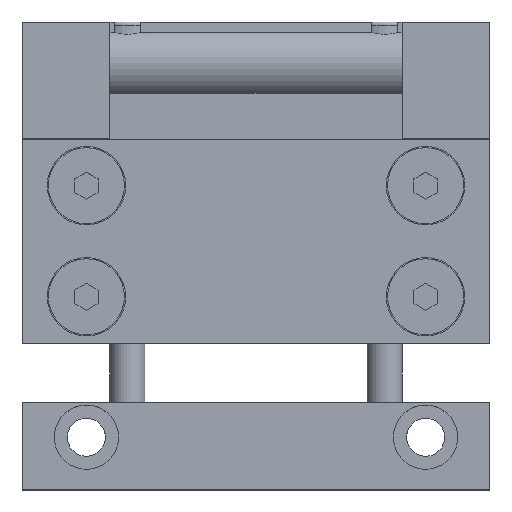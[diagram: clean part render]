
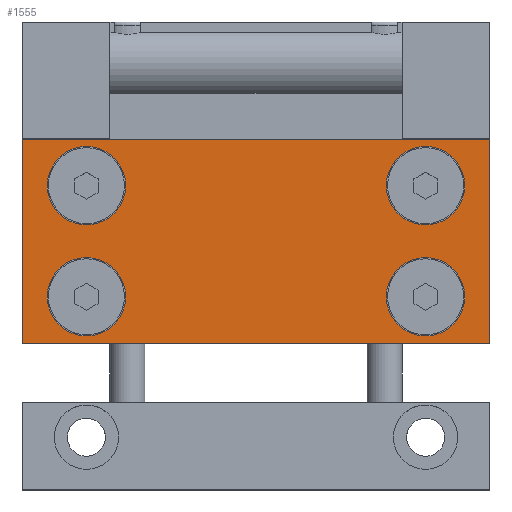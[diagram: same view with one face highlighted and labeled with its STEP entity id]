
A CAD part, top view. The second image highlights one B-rep face of the part: STEP entity #1555.
In plain terms, the highlighted planar face has unit normal (0, 0, 1).
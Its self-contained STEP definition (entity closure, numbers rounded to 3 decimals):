
#795=CARTESIAN_POINT('',(-22.3,52.014,18.874));
#796=VERTEX_POINT('',#795);
#797=CARTESIAN_POINT('',(-29.,52.014,18.874));
#798=DIRECTION('',(0.0,0.0,-1.0));
#799=DIRECTION('',(-1.0,0.0,0.0));
#800=AXIS2_PLACEMENT_3D('',#797,#798,#799);
#801=CIRCLE('',#800,6.7);
#802=EDGE_CURVE('',#796,#796,#801,.T.);
#835=CARTESIAN_POINT('',(35.7,52.014,18.874));
#836=VERTEX_POINT('',#835);
#837=CARTESIAN_POINT('',(29.,52.014,18.874));
#838=DIRECTION('',(0.0,0.0,-1.0));
#839=DIRECTION('',(-1.0,0.0,0.0));
#840=AXIS2_PLACEMENT_3D('',#837,#838,#839);
#841=CIRCLE('',#840,6.7);
#842=EDGE_CURVE('',#836,#836,#841,.T.);
#875=CARTESIAN_POINT('',(-22.3,33.014,18.874));
#876=VERTEX_POINT('',#875);
#877=CARTESIAN_POINT('',(-29.,33.014,18.874));
#878=DIRECTION('',(0.0,0.0,-1.0));
#879=DIRECTION('',(-1.0,0.0,0.0));
#880=AXIS2_PLACEMENT_3D('',#877,#878,#879);
#881=CIRCLE('',#880,6.7);
#882=EDGE_CURVE('',#876,#876,#881,.T.);
#1160=CARTESIAN_POINT('',(35.7,33.014,18.874));
#1161=VERTEX_POINT('',#1160);
#1162=CARTESIAN_POINT('',(29.,33.014,18.874));
#1163=DIRECTION('',(0.0,0.0,-1.0));
#1164=DIRECTION('',(-1.0,0.0,0.0));
#1165=AXIS2_PLACEMENT_3D('',#1162,#1163,#1164);
#1166=CIRCLE('',#1165,6.7);
#1167=EDGE_CURVE('',#1161,#1161,#1166,.T.);
#1487=CARTESIAN_POINT('',(-40.,59.99,18.874));
#1488=VERTEX_POINT('',#1487);
#1495=CARTESIAN_POINT('',(40.,59.99,18.874));
#1496=VERTEX_POINT('',#1495);
#1497=CARTESIAN_POINT('',(40.,59.99,18.874));
#1498=DIRECTION('',(-1.0,0.0,0.0));
#1499=VECTOR('',#1498,80.0);
#1500=LINE('',#1497,#1499);
#1501=EDGE_CURVE('',#1496,#1488,#1500,.T.);
#1513=CARTESIAN_POINT('',(40.,59.99,18.874));
#1514=DIRECTION('',(0.0,0.0,1.0));
#1515=DIRECTION('',(1.0,0.0,0.0));
#1516=AXIS2_PLACEMENT_3D('',#1513,#1514,#1515);
#1517=PLANE('',#1516);
#1518=CARTESIAN_POINT('',(-40.,25.014,18.874));
#1519=VERTEX_POINT('',#1518);
#1520=CARTESIAN_POINT('',(-40.,59.99,18.874));
#1521=DIRECTION('',(0.0,-1.0,0.0));
#1522=VECTOR('',#1521,34.976);
#1523=LINE('',#1520,#1522);
#1524=EDGE_CURVE('',#1488,#1519,#1523,.T.);
#1525=ORIENTED_EDGE('',*,*,#1524,.T.);
#1526=CARTESIAN_POINT('',(40.,25.014,18.874));
#1527=VERTEX_POINT('',#1526);
#1528=CARTESIAN_POINT('',(40.,25.014,18.874));
#1529=DIRECTION('',(-1.0,0.0,0.0));
#1530=VECTOR('',#1529,80.0);
#1531=LINE('',#1528,#1530);
#1532=EDGE_CURVE('',#1527,#1519,#1531,.T.);
#1533=ORIENTED_EDGE('',*,*,#1532,.F.);
#1534=CARTESIAN_POINT('',(40.,59.99,18.874));
#1535=DIRECTION('',(0.0,-1.0,0.0));
#1536=VECTOR('',#1535,34.976);
#1537=LINE('',#1534,#1536);
#1538=EDGE_CURVE('',#1496,#1527,#1537,.T.);
#1539=ORIENTED_EDGE('',*,*,#1538,.F.);
#1540=ORIENTED_EDGE('',*,*,#1501,.T.);
#1541=EDGE_LOOP('',(#1525,#1533,#1539,#1540));
#1542=FACE_OUTER_BOUND('',#1541,.T.);
#1543=ORIENTED_EDGE('',*,*,#802,.T.);
#1544=EDGE_LOOP('',(#1543));
#1545=FACE_BOUND('',#1544,.T.);
#1546=ORIENTED_EDGE('',*,*,#842,.T.);
#1547=EDGE_LOOP('',(#1546));
#1548=FACE_BOUND('',#1547,.T.);
#1549=ORIENTED_EDGE('',*,*,#882,.T.);
#1550=EDGE_LOOP('',(#1549));
#1551=FACE_BOUND('',#1550,.T.);
#1552=ORIENTED_EDGE('',*,*,#1167,.T.);
#1553=EDGE_LOOP('',(#1552));
#1554=FACE_BOUND('',#1553,.T.);
#1555=ADVANCED_FACE('',(#1542,#1545,#1548,#1551,#1554),#1517,.T.);
